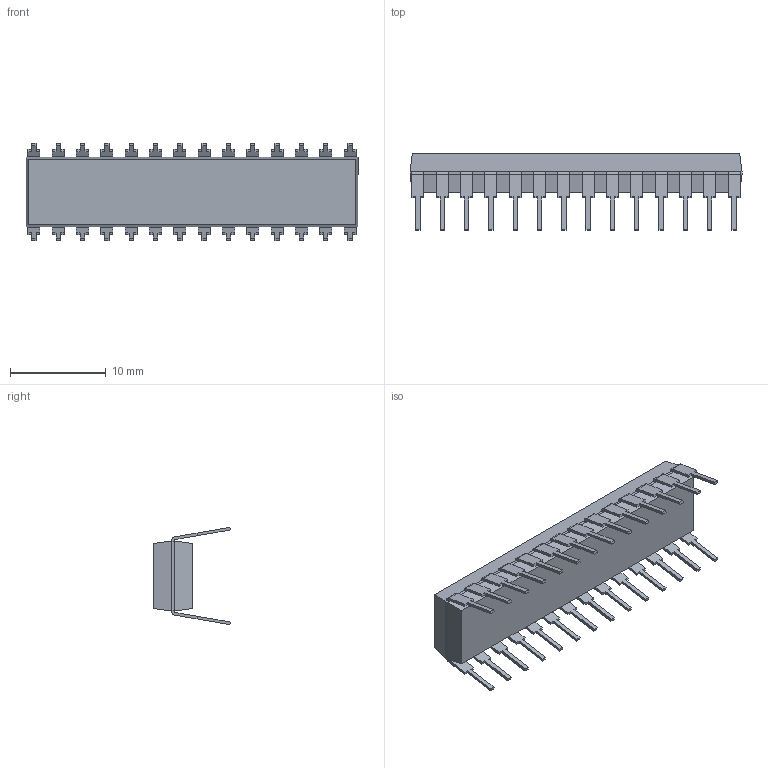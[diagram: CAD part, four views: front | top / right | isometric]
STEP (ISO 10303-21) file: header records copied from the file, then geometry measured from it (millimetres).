
FILE_DESCRIPTION (( 'STEP AP214' ), '1' );
FILE_NAME ('ATMEGA8A-PU.STEP', '2020-07-05T09:18:30', ( '' ), ( '' ), 'SwSTEP 2.0', 'SolidWorks 2017', '' );
FILE_SCHEMA (( 'AUTOMOTIVE_DESIGN' ));
Length unit declared in the file: millimetre
Products named in the file (1): ATMEGA8A-PU
Bounding box: 34.67 x 8 x 10.16 mm (x, y, z)
Volume: 1029.7 mm3; surface area: 1208.5 mm2
Topology: 29 solids, 29 shells, 406 faces, 1036 edges, 688 vertices
Faces by surface type: plane 350, cylinder 56
Entity records: 12394 total; most frequent: CARTESIAN_POINT 2131, ORIENTED_EDGE 2072, DIRECTION 1962, EDGE_CURVE 1036, VECTOR 924, LINE 924, VERTEX_POINT 688, AXIS2_PLACEMENT_3D 519
